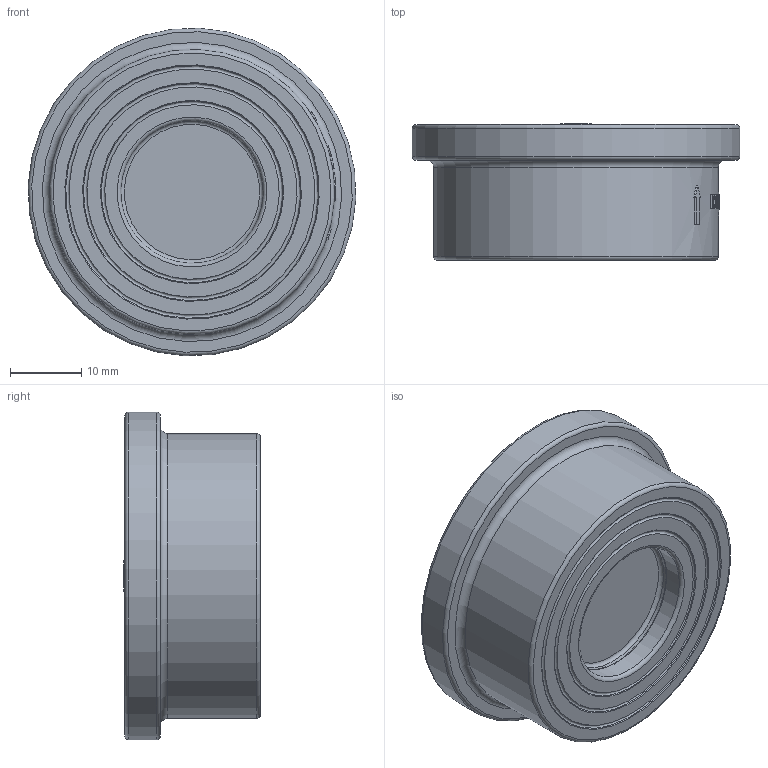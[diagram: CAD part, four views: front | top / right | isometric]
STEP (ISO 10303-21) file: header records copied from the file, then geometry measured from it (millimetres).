
FILE_DESCRIPTION(/* description */ (''),/* implementation_level */ '2;1');
FILE_NAME(/* name */ 'DN20_3D_STEP.stp',/* time_stamp */ '2025-10-09T10:02:50+03:00',/* author */ ('igorr'),/* organization */ (''),/* preprocessor_version */ 'ST-DEVELOPER v20',/* originating_system */ 'Autodesk Inventor 2025',/* authorisation */ '');
FILE_SCHEMA (('AUTOMOTIVE_DESIGN { 1 0 10303 214 3 1 1 }'));
Length unit declared in the file: millimetre
Products named in the file (3): Сборка1; Деталь; Деталь_1
Assembly tree (2 placements, depth 2):
  Сборка1
    Деталь
    Деталь_1
Bounding box: 45.96 x 19.15 x 45.96 mm (x, y, z)
Volume: 10955 mm3; surface area: 9859.4 mm2
Topology: 4 solids, 4 shells, 203 faces, 486 edges, 306 vertices
Faces by surface type: plane 82, cylinder 44, bspline 36, torus 33, cone 8
Full cylindrical faces by diameter (mm): 4.602 x1, 4.755 x1, 20 x2, 22 x2, 24 x1, 34 x1, 36.2 x1, 40 x1, 46 x1
Entity records: 9238 total; most frequent: CARTESIAN_POINT 4266, DIRECTION 979, ORIENTED_EDGE 960, EDGE_CURVE 480, AXIS2_PLACEMENT_3D 402, VERTEX_POINT 306, EDGE_LOOP 228, FACE_OUTER_BOUND 203
